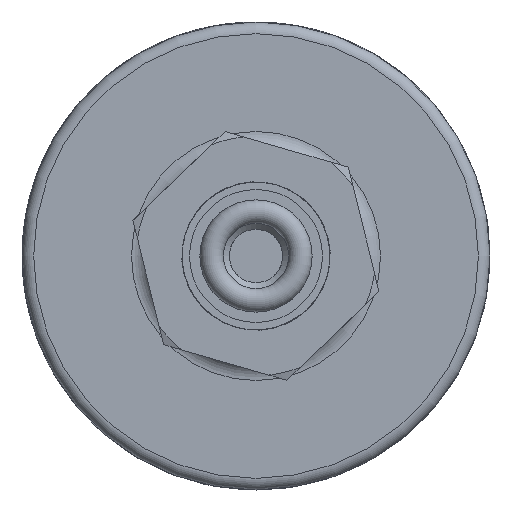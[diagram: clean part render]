
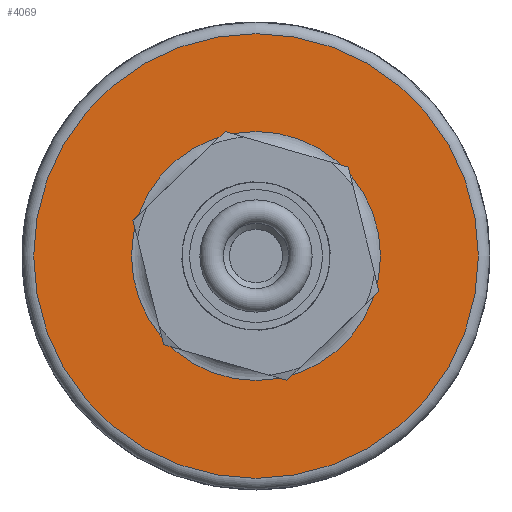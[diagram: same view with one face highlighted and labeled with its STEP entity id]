
A CAD part, front view. The second image highlights one B-rep face of the part: STEP entity #4069.
In plain terms, the highlighted planar face has unit normal (0, -1, 0).
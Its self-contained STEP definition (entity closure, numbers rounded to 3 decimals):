
#796=FACE_BOUND('',#1260,.T.);
#978=FACE_OUTER_BOUND('',#1259,.T.);
#1259=EDGE_LOOP('',(#3259));
#1260=EDGE_LOOP('',(#3260));
#1556=CIRCLE('',#4476,10.692);
#1560=CIRCLE('',#4482,19.1);
#1888=VERTEX_POINT('',#7152);
#1891=VERTEX_POINT('',#7163);
#2375=EDGE_CURVE('',#1888,#1888,#1556,.T.);
#2380=EDGE_CURVE('',#1891,#1891,#1560,.T.);
#3259=ORIENTED_EDGE('',*,*,#2380,.T.);
#3260=ORIENTED_EDGE('',*,*,#2375,.F.);
#3867=PLANE('',#4481);
#4069=ADVANCED_FACE('',(#978,#796),#3867,.T.);
#4476=AXIS2_PLACEMENT_3D('',#7154,#5403,#5404);
#4481=AXIS2_PLACEMENT_3D('',#7162,#5414,#5415);
#4482=AXIS2_PLACEMENT_3D('',#7164,#5416,#5417);
#5403=DIRECTION('center_axis',(0.,-1.,0.));
#5404=DIRECTION('ref_axis',(-1.,0.,0.));
#5414=DIRECTION('center_axis',(0.,-1.,0.));
#5415=DIRECTION('ref_axis',(0.,0.,-1.));
#5416=DIRECTION('center_axis',(0.,-1.,0.));
#5417=DIRECTION('ref_axis',(1.,0.,0.));
#7152=CARTESIAN_POINT('',(0.,17.,10.692));
#7154=CARTESIAN_POINT('Origin',(0.,17.,0.));
#7162=CARTESIAN_POINT('Origin',(10.,17.,0.));
#7163=CARTESIAN_POINT('',(0.,17.,19.1));
#7164=CARTESIAN_POINT('Origin',(0.,17.,0.));
